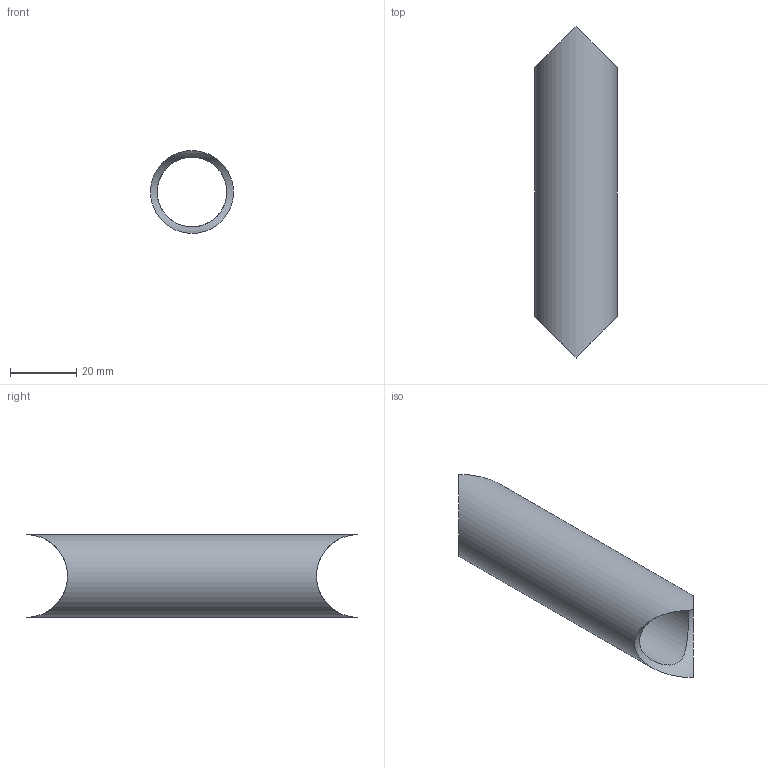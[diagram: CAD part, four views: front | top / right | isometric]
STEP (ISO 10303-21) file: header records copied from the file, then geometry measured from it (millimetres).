
FILE_DESCRIPTION(/* description */ ('Unknown'),/* implementation_level */ '2;1');
FILE_NAME(/* name */ 'R720x100-roll-hoop-cross-member',/* time_stamp */ '2020-09-17T14:06:15+01:00',/* author */ ('Unknown'),/* organization */ ('Unknown'),/* preprocessor_version */ 'ST-DEVELOPER v16.7',/* originating_system */ 'Solid Edge',/* authorisation */ 'Unknown');
FILE_SCHEMA (('AUTOMOTIVE_DESIGN {1 0 10303 214 3 1 1}'));
Length unit declared in the file: millimetre
Products named in the file (1): R720x100-roll-hoop-cross-member
Bounding box: 24.99 x 100 x 25 mm (x, y, z)
Volume: 11839.9 mm3; surface area: 12370 mm2
Topology: 1 solids, 1 shells, 4 faces, 9 edges, 7 vertices
Faces by surface type: cylinder 4
Full cylindrical faces by diameter (mm): 21 x1, 25 x1
Entity records: 184 total; most frequent: CARTESIAN_POINT 69, DIRECTION 18, ORIENTED_EDGE 12, AXIS2_PLACEMENT_3D 9, EDGE_LOOP 8, FACE_BOUND 8, EDGE_CURVE 6, VERTEX_POINT 6
